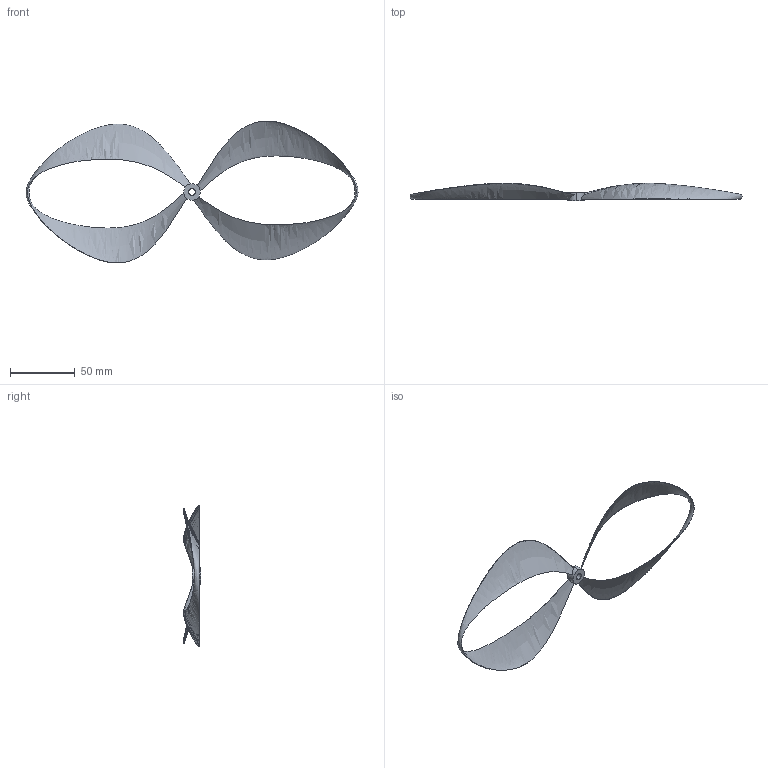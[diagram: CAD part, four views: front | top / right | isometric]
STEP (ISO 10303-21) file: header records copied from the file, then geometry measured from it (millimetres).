
FILE_DESCRIPTION (( 'STEP AP203' ), '1' );
FILE_NAME ('Solidworks_Elliptical_Infinite.STEP', '2025-09-15T21:40:45', ( '' ), ( '' ), 'SwSTEP 2.0', 'SolidWorks 2023', '' );
FILE_SCHEMA (( 'CONFIG_CONTROL_DESIGN' ));
Length unit declared in the file: millimetre
Products named in the file (1): Solidworks_Elliptical_Infinite
Bounding box: 256.34 x 13.45 x 109.59 mm (x, y, z)
Volume: 8374.6 mm3; surface area: 21964.5 mm2
Topology: 1 solids, 1 shells, 10 faces, 24 edges, 16 vertices
Faces by surface type: bspline 4, cylinder 4, plane 2
Entity records: 2891 total; most frequent: CARTESIAN_POINT 2593, ORIENTED_EDGE 48, DIRECTION 34, EDGE_CURVE 24, VERTEX_POINT 16, EDGE_LOOP 16, AXIS2_PLACEMENT_3D 15, B_SPLINE_CURVE_WITH_KNOTS 12
